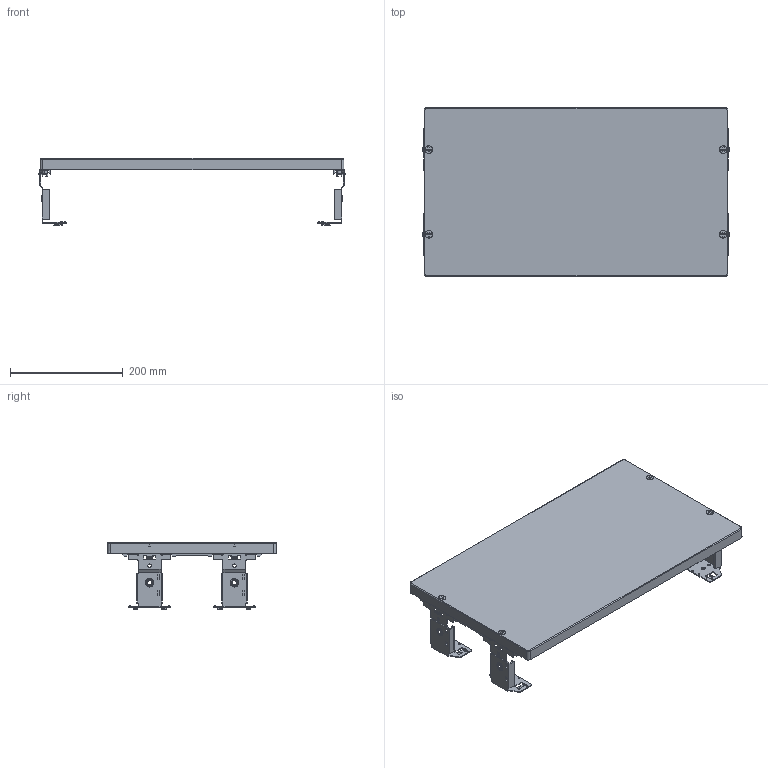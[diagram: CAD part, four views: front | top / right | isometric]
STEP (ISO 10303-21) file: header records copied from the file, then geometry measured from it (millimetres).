
FILE_DESCRIPTION((''),'2;1');
FILE_NAME('GW46478F_ASM','2021-04-09T11:21:48',('User'),('Axiro Italia'),'CREO PARAMETRIC BY PTC INC, 2020354','CREO PARAMETRIC BY PTC INC, 2020354','');
FILE_SCHEMA(('CONFIG_CONTROL_DESIGN'));
Length unit declared in the file: millimetre
Products named in the file (4): 55711022E2XX_MOSTRINA_CIECA_DOP; 55718951FXXX_STAFFA_X_SUPP_GUID; STAFFE_78_ASM; GW46478F_ASM
Assembly tree (6 placements, depth 3):
  GW46478F_ASM
    55711022E2XX_MOSTRINA_CIECA_DOP
    STAFFE_78_ASM
      55718951FXXX_STAFFA_X_SUPP_GUID  x4
Bounding box: 542.99 x 299 x 119.87 mm (x, y, z)
Volume: 639973.7 mm3; surface area: 471763.1 mm2
Topology: 5 solids, 5 shells, 1108 faces, 3118 edges, 2044 vertices
Faces by surface type: plane 712, cylinder 292, cone 52, sphere 48, torus 4
Entity records: 19872 total; most frequent: CARTESIAN_POINT 4583, ORIENTED_EDGE 3256, DIRECTION 3013, EDGE_CURVE 1628, VECTOR 1135, LINE 1135, VERTEX_POINT 1072, AXIS2_PLACEMENT_3D 939
